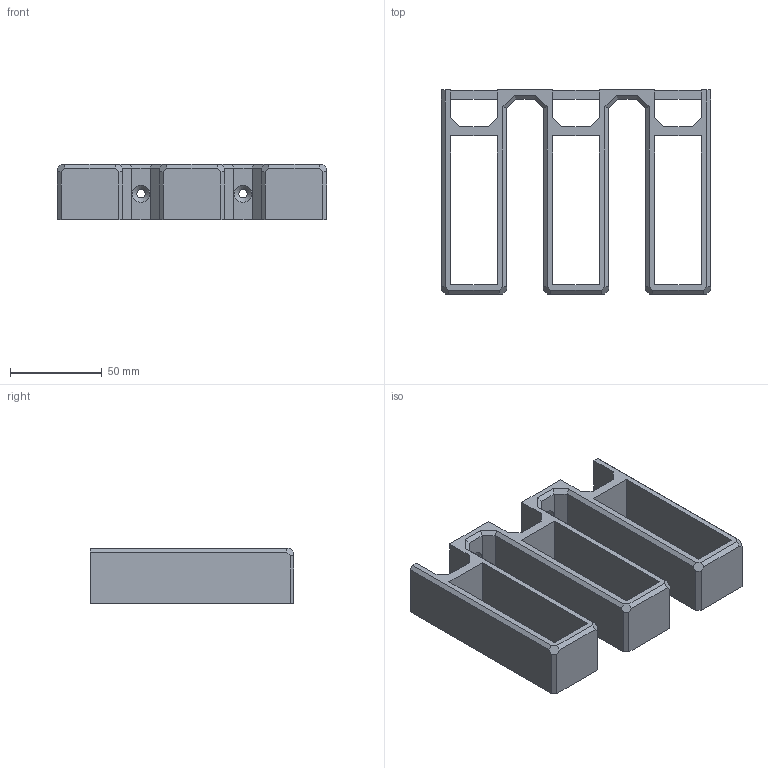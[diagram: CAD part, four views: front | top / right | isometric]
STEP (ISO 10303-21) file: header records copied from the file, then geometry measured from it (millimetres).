
FILE_DESCRIPTION(/* description */ (''),/* implementation_level */ '2;1');
FILE_NAME(/* name */ 'buffer_channel_brace_bracket.step',/* time_stamp */ '2022-04-18T16:28:08-07:00',/* author */ (''),/* organization */ (''),/* preprocessor_version */ 'ST-DEVELOPER v18.1',/* originating_system */ 'Autodesk Translation Framework v10.14.0.1471',/* authorisation */ '');
FILE_SCHEMA (('AUTOMOTIVE_DESIGN { 1 0 10303 214 3 1 1 }'));
Length unit declared in the file: millimetre
Products named in the file (1): Buffer-Channel-Brace
Bounding box: 146.5 x 111 x 30 mm (x, y, z)
Volume: 132259.4 mm3; surface area: 59155 mm2
Topology: 1 solids, 1 shells, 82 faces, 239 edges, 156 vertices
Faces by surface type: plane 78, cone 2, cylinder 2
Full cylindrical faces by diameter (mm): 4.5 x2
Entity records: 2714 total; most frequent: ORIENTED_EDGE 478, CARTESIAN_POINT 478, DIRECTION 411, EDGE_CURVE 239, LINE 233, VECTOR 233, VERTEX_POINT 156, EDGE_LOOP 95
